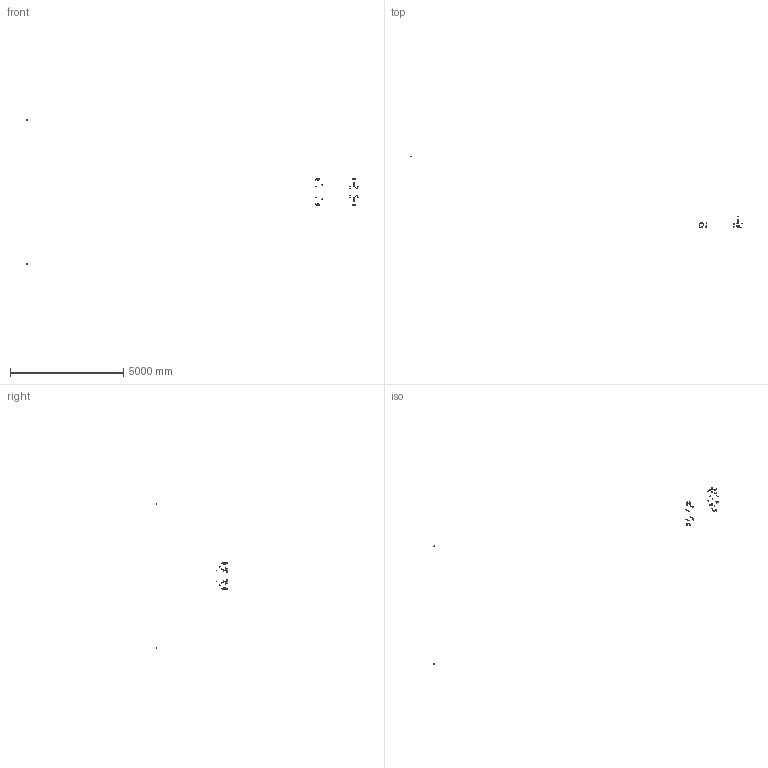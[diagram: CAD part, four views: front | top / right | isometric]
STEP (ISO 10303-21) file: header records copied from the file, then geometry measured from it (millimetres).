
FILE_DESCRIPTION (( 'STEP AP203' ), '1' );
FILE_NAME ('OnChasScrew (step).STEP', '2020-04-21T14:18:34', ( '' ), ( '' ), 'SwSTEP 2.0', 'SolidWorks 2020', '' );
FILE_SCHEMA (( 'CONFIG_CONTROL_DESIGN' ));
Length unit declared in the file: millimetre
Products named in the file (12): M8 x 1.25 x 35 SocketHead___; OnChas Screw Front Sus^Assem4; M8 x 1.25 x 45 SocketHead___; M10 metal lock nut___; M8 x 1.25 x 40 SocketHead___; M6 x 1.0 x 30 SocketHead___; Onchas Screw Rear Sus^Assem4; OnChasScrew (step); Assem2^Onchas Screw Rear Sus_Assem4; M8 metal lock nut___; M6 metal lock nut___; M8 x 1.25 x 25 SocketHead___
Assembly tree (129 placements, depth 4):
  OnChasScrew (step)
    Onchas Screw Rear Sus^Assem4
      Assem2^Onchas Screw Rear Sus_Assem4
        M8 metal lock nut___  x24
        M8 x 1.25 x 35 SocketHead___  x12
        M8 x 1.25 x 40 SocketHead___  x4
        M8 x 1.25 x 45 SocketHead___  x6
        M6 metal lock nut___  x4
        M6 x 1.0 x 30 SocketHead___  x4
        M8 x 1.25 x 25 SocketHead___  x4
    OnChas Screw Front Sus^Assem4
      M8 metal lock nut___  x30
      M8 x 1.25 x 35 SocketHead___  x6
      M6 metal lock nut___  x2
      M6 x 1.0 x 30 SocketHead___  x2
      M8 x 1.25 x 45 SocketHead___  x10
      M8 x 1.25 x 40 SocketHead___  x10
      M8 x 1.25 x 25 SocketHead___  x6
      M10 metal lock nut___  x2
Bounding box: 14645.37 x 3162.73 x 6363.8 mm (x, y, z)
Volume: 220136.2 mm3; surface area: 140522.9 mm2
Topology: 126 solids, 126 shells, 3216 faces, 7060 edges, 4096 vertices
Faces by surface type: plane 1456, cone 1128, cylinder 504, torus 128
Entity records: 11727 total; most frequent: CARTESIAN_POINT 2314, DIRECTION 1230, ORIENTED_EDGE 884, AXIS2_PLACEMENT_3D 506, EDGE_CURVE 442, LOCAL_TIME 318, CALENDAR_DATE 318, COORDINATED_UNIVERSAL_TIME_OFFSET 318
